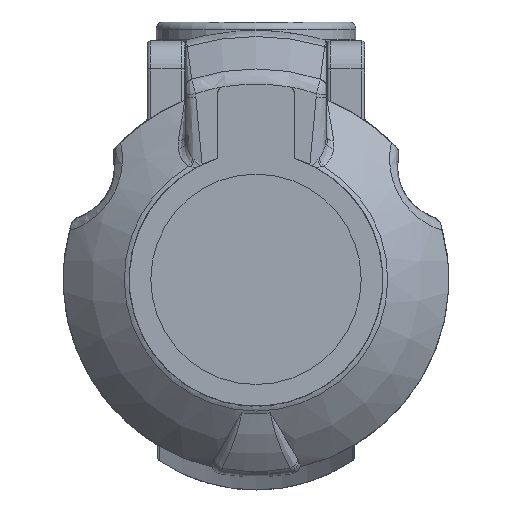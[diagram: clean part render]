
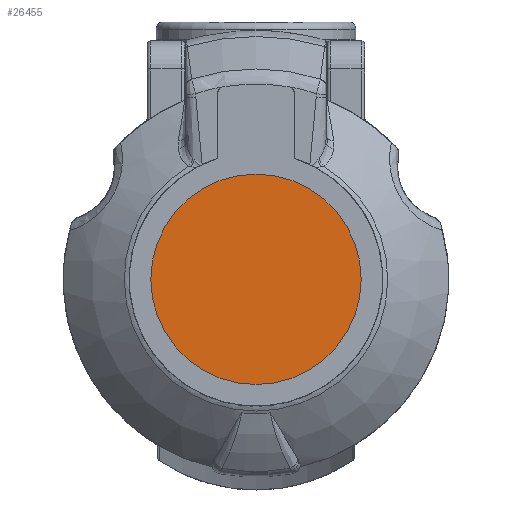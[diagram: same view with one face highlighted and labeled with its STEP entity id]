
A CAD part, front view. The second image highlights one B-rep face of the part: STEP entity #26455.
In plain terms, the highlighted planar face has unit normal (0, -1, 0).
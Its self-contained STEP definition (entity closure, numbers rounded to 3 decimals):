
#10080=CARTESIAN_POINT('',(0.,-6.4,0.));
#10081=DIRECTION('',(0.,-1.,0.));
#10082=DIRECTION('',(1.,0.,0.));
#10083=AXIS2_PLACEMENT_3D('',#10080,#10081,#10082);
#10085=CARTESIAN_POINT('',(0.,-6.4,0.));
#10086=DIRECTION('',(0.,-1.,0.));
#10087=DIRECTION('',(-1.,0.,0.));
#10088=AXIS2_PLACEMENT_3D('',#10085,#10086,#10087);
#15046=CARTESIAN_POINT('',(15.,-6.4,0.));
#15047=CARTESIAN_POINT('',(-15.,-6.4,0.));
#15048=VERTEX_POINT('',#15046);
#15049=VERTEX_POINT('',#15047);
#26446=CARTESIAN_POINT('',(0.,-6.4,0.));
#26447=DIRECTION('',(0.,-1.,0.));
#26448=DIRECTION('',(1.,0.,0.));
#26449=AXIS2_PLACEMENT_3D('',#26446,#26447,#26448);
#26450=PLANE('',#26449);
#26451=ORIENTED_EDGE('',*,*,#26426,.F.);
#26452=ORIENTED_EDGE('',*,*,#26440,.F.);
#26453=EDGE_LOOP('',(#26451,#26452));
#26454=FACE_OUTER_BOUND('',#26453,.F.);
#26455=ADVANCED_FACE('',(#26454),#26450,.T.);
#10084=CIRCLE('',#10083,15.);
#10089=CIRCLE('',#10088,15.);
#26426=EDGE_CURVE('',#15048,#15049,#10084,.T.);
#26440=EDGE_CURVE('',#15049,#15048,#10089,.T.);
